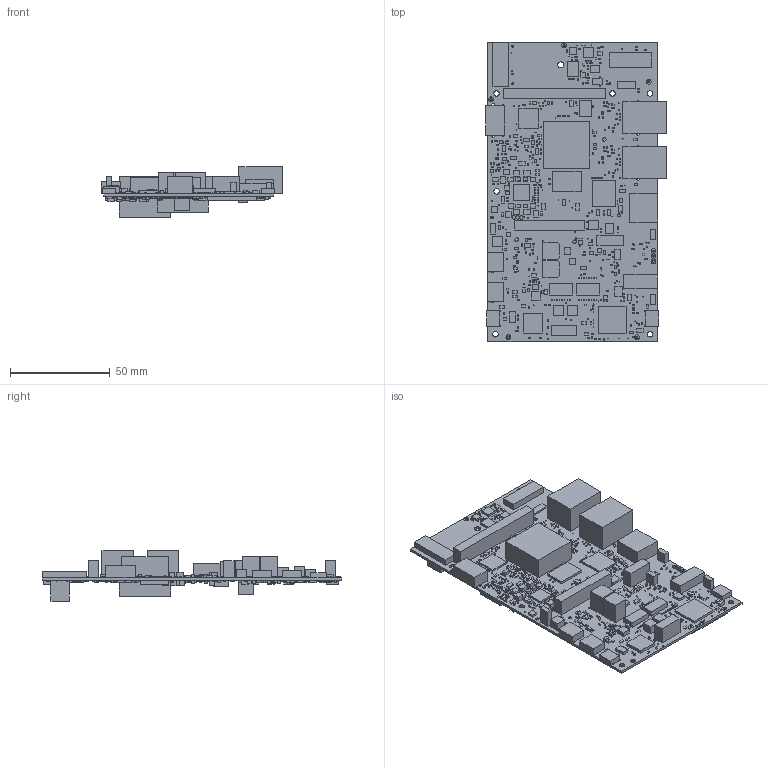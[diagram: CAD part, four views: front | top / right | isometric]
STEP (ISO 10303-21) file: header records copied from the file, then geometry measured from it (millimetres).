
FILE_DESCRIPTION(/* description */ ('PCB Design'),/* implementation_level */ '2;1');
FILE_NAME(/* name */ 'PROC135A_BRD',/* time_stamp */ '2023-09-05T10:58:55+05:00',/* author */ ('beena.ms'),/* organization */ (''),/* preprocessor_version */ 'ST-DEVELOPER v16',/* originating_system */ 'allegro_17.4S034',/* authorisation */ '');
FILE_SCHEMA (('AUTOMOTIVE_DESIGN { 1 0 10303 214 3 1 1 }'));
Length unit declared in the file: millimetre
Products named in the file (130): PROC135A_BRD_1; BOARD_OUTLINE; COMPONENTS; EMIFIL_BLM15P_0402; CON_FLEX22X1_52435_S_R_S; TSSOP24_25-59_315X180_1-2; TSSOP14_25-59_205X180_1-2; OSC4_ECS-327MVATX-2_100X80_SMD_1; OSC4_KC2016K_80X60_SMD_0-8; EMIFIL_NFM18C_0603_0-7; EMIFIL_NFM15CC_0402_0-5; CON_MINIPCI75_2199119-4_S_R_S_3-2_2230; QFN14_19-68_145X145; RES_CST0612_0612-4_0-9; SON6_25-59_85X85_0-8; SOIC8_1-8; SON6_CSD17313Q2_80X80; HDR_2X5_PEC05DAAN_S_T_8-6; CON_USBC24_2012670_S_R_S_3-9; VQFN56_TPS65987D_280X280_1; CAPAE_FCASE_10-5; DIO_SOD323_1; RES1206_1; IND_XAL7070_300X310_SMD_7; VSON8_CSD173_130X130; VSON8_CSD173_130X130_1-1; VQFN24_LM5141_160X160_1; TP40_SMD; HDR_1X2_61300211121_S_T_8-6; EMIFIL_BLM18P_0603_0-8; SC70-5; MSOP10_19-68_120X120_1-1; CAP0402_1; BGASKT484_GT-BGA-2001_910X910_10-7; TP30_SMD; IND1008_1-2; VSSOP8_19-68_85X95; UDFN8_19-68_120X80_0-6; TVSOP14_15-74_180X150_1-2; QFN20_19-68_185X145_1 ...
Assembly tree (1485 placements, depth 3):
  PROC135A_BRD_1
    BOARD_OUTLINE
    COMPONENTS
      EMIFIL_BLM15P_0402
      CON_FLEX22X1_52435_S_R_S
      TSSOP24_25-59_315X180_1-2
      TSSOP14_25-59_205X180_1-2
      OSC4_ECS-327MVATX-2_100X80_SMD_1
      OSC4_KC2016K_80X60_SMD_0-8  x2
      EMIFIL_NFM18C_0603_0-7  x5
      EMIFIL_NFM15CC_0402_0-5  x17
      CON_MINIPCI75_2199119-4_S_R_S_3-2_2230
      QFN14_19-68_145X145
      RES_CST0612_0612-4_0-9  x2
      SON6_25-59_85X85_0-8  x2
      SOIC8_1-8  x3
      SON6_CSD17313Q2_80X80  x2
      HDR_2X5_PEC05DAAN_S_T_8-6
      CON_USBC24_2012670_S_R_S_3-9  x2
      VQFN56_TPS65987D_280X280_1
      CAPAE_FCASE_10-5  x2
      DIO_SOD323_1
      RES1206_1
      IND_XAL7070_300X310_SMD_7
      VSON8_CSD173_130X130
      VSON8_CSD173_130X130_1-1
      VQFN24_LM5141_160X160_1
      TP40_SMD  x8
      HDR_1X2_61300211121_S_T_8-6
      EMIFIL_BLM18P_0603_0-8  x3
      SC70-5  x2
      MSOP10_19-68_120X120_1-1
      CAP0402_1  x7
      BGASKT484_GT-BGA-2001_910X910_10-7
      TP30_SMD  x2
      IND1008_1-2  x5
      VSSOP8_19-68_85X95
      UDFN8_19-68_120X80_0-6
      TVSOP14_15-74_180X150_1-2
      QFN20_19-68_185X145_1
      TQFN42_19-68_140X360_0-8
      VQFN56_19-68_320X320_0-9_EP6
      WFBGA200_MT53E2G32D4DE_400X570_1-2
      FBGA484_31-49_710X710_2-7
      WSON6_19-68_60X60
      RESA_EXB_0201-4_0-5  x6
      UQFN12_TXB0104RUT_70X80_0-6
      CON_USBA4_629104151_S_R_S_7-4
      WSON8_19-68_80X80_0-8
      WSON6_CSD13202Q2_80X80_0-8  x9
      IND_XFL4020_170X170_SMD_2-1
      VQFNHR15_TPS630701_100X120_1
      CON_PMC2X20_QSH-020-01-D-DP-A_S_S_S_3-4
      TPBGA24_39-37_240X320_1-2
      HDR_14X2_100_S_T
      QFN72_19-68_390X390_0-9
      IND0603  x3
      CON_SD9_MEM2051-00-195-00_S_R_S_2-1
      HDR_1X2_90120-0122_S_T_5-6  x3
      TP_40X65  x8
Bounding box: 90.23 x 150.1 x 25.27 mm (x, y, z)
Surface area: 57156.2 mm2 (no closed solid volume)
Topology: 0 solids, 1485 shells, 9062 faces, 19938 edges, 12184 vertices
Faces by surface type: plane 8466, cylinder 596
Entity records: 48819 total; most frequent: DIRECTION 5789, ORIENTED_EDGE 5400, CARTESIAN_POINT 4982, AXIS2_PLACEMENT_3D 4852, EDGE_CURVE 3006, VERTEX_POINT 2412, VECTOR 2282, LINE 2282
